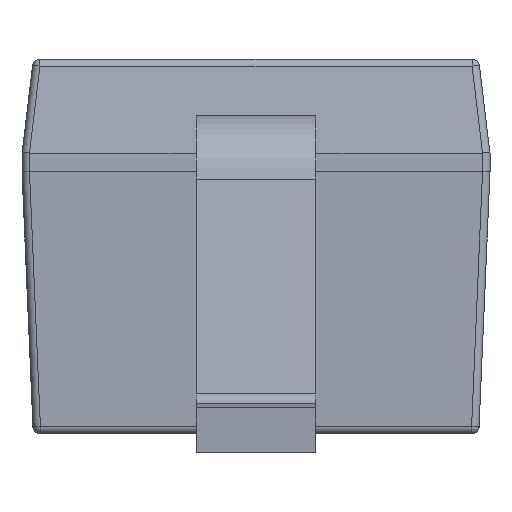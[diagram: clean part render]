
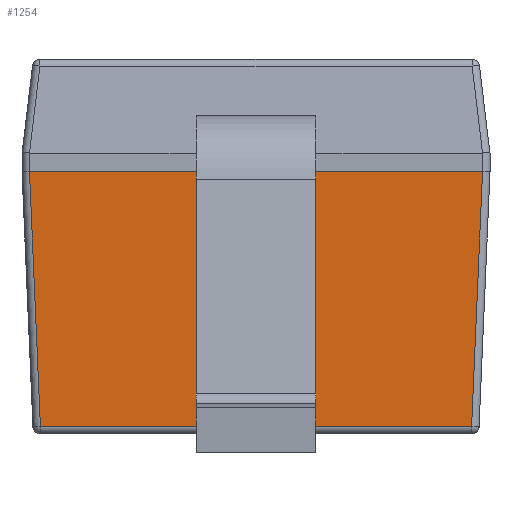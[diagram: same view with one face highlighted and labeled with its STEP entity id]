
A CAD part, front view. The second image highlights one B-rep face of the part: STEP entity #1254.
In plain terms, the highlighted planar face has unit normal (0, -0.999, -0.043).
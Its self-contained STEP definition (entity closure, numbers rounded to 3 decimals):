
#164=FACE_OUTER_BOUND('',#234,.T.);
#234=EDGE_LOOP('',(#1002,#1003,#1004,#1005,#1006,#1007));
#273=LINE('',#1820,#405);
#280=LINE('',#1844,#412);
#318=LINE('',#1954,#450);
#325=LINE('',#1969,#457);
#327=LINE('',#1972,#459);
#342=LINE('',#2004,#474);
#405=VECTOR('',#1449,10.);
#412=VECTOR('',#1474,10.);
#450=VECTOR('',#1590,10.);
#457=VECTOR('',#1601,10.);
#459=VECTOR('',#1605,10.);
#474=VECTOR('',#1638,10.);
#536=VERTEX_POINT('',#1805);
#540=VERTEX_POINT('',#1813);
#542=VERTEX_POINT('',#1819);
#550=VERTEX_POINT('',#1842);
#584=VERTEX_POINT('',#1957);
#589=VERTEX_POINT('',#1967);
#655=EDGE_CURVE('',#542,#540,#273,.T.);
#667=EDGE_CURVE('',#542,#550,#280,.T.);
#725=EDGE_CURVE('',#540,#536,#318,.T.);
#733=EDGE_CURVE('',#584,#589,#325,.T.);
#735=EDGE_CURVE('',#536,#589,#327,.T.);
#750=EDGE_CURVE('',#550,#584,#342,.T.);
#1002=ORIENTED_EDGE('',*,*,#655,.F.);
#1003=ORIENTED_EDGE('',*,*,#667,.T.);
#1004=ORIENTED_EDGE('',*,*,#750,.T.);
#1005=ORIENTED_EDGE('',*,*,#733,.T.);
#1006=ORIENTED_EDGE('',*,*,#735,.F.);
#1007=ORIENTED_EDGE('',*,*,#725,.F.);
#1192=PLANE('',#1370);
#1254=ADVANCED_FACE('',(#164),#1192,.T.);
#1370=AXIS2_PLACEMENT_3D('',#2003,#1636,#1637);
#1449=DIRECTION('',(-0.043,0.043,-0.998));
#1474=DIRECTION('',(-1.,0.,0.));
#1590=DIRECTION('',(-1.,0.,0.));
#1601=DIRECTION('',(-1.,0.,0.));
#1605=DIRECTION('',(-0.043,-0.043,0.998));
#1636=DIRECTION('center_axis',(0.,-0.999,-0.043));
#1637=DIRECTION('ref_axis',(0.,0.043,-0.999));
#1638=DIRECTION('',(-1.,0.,0.));
#1805=CARTESIAN_POINT('',(-0.576,-0.821,0.069));
#1813=CARTESIAN_POINT('',(0.576,-0.821,0.069));
#1819=CARTESIAN_POINT('',(0.605,-0.85,0.75));
#1820=CARTESIAN_POINT('',(0.589,-0.834,0.379));
#1842=CARTESIAN_POINT('',(0.605,-0.85,0.75));
#1844=CARTESIAN_POINT('',(0.,-0.85,0.75));
#1954=CARTESIAN_POINT('',(0.,-0.821,0.069));
#1957=CARTESIAN_POINT('',(-0.605,-0.85,0.75));
#1967=CARTESIAN_POINT('',(-0.605,-0.85,0.75));
#1969=CARTESIAN_POINT('',(0.,-0.85,0.75));
#1972=CARTESIAN_POINT('',(-0.589,-0.834,0.379));
#2003=CARTESIAN_POINT('Origin',(0.,-0.835,0.4));
#2004=CARTESIAN_POINT('',(0.,-0.85,0.75));
